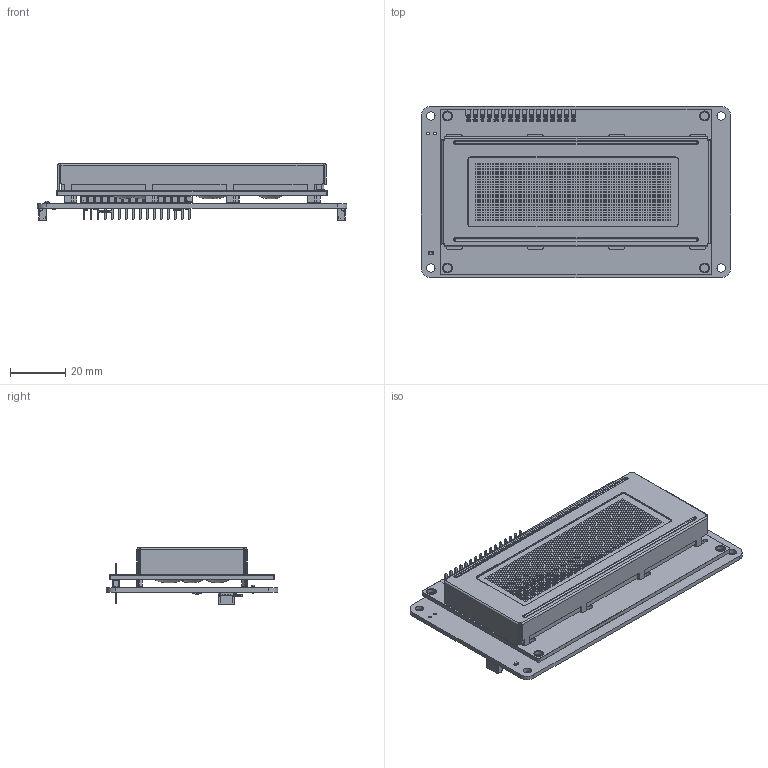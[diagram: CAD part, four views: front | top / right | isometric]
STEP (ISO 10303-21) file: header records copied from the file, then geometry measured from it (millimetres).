
FILE_DESCRIPTION(('Open CASCADE Model'),'2;1');
FILE_NAME('Open CASCADE Shape Model','2025-04-03T11:39:18',('Author'),( 'Open CASCADE'),'Open CASCADE STEP processor 7.5','Open CASCADE 7.5' ,'Unknown');
FILE_SCHEMA(('AUTOMOTIVE_DESIGN { 1 0 10303 214 1 1 1 1 }'));
Length unit declared in the file: millimetre
Products named in the file (43): PCB; Board; Open CASCADE STEP translator 7.5 2.1.1; R9; User Library-R SMD 0402; User Library-R SMD 0402_0402 BODY; User Library-R SMD 0402_0402 PAD; User Library-R SMD 0402_0402 OPIS; T1; SOT-23; R8; 0603 SMD Resistor; R7; R6; R5; J11; Conn_Sullins_Connector_Solutions_PEC16SABN_eec; Body; Pins; New Marking; Sullins Connector Logo; R4; U; DUELink-U-Connector-BM04B-SRSS-TB; STAT; 0603 LED Green; Solid1; Solid4; D; DUELink-Connector-BM04B-SRSS-TB; C2; 0805 SMD Capacitor; C1; C0402; Free-Models; ERM2004-2; STM32-QFN32
Assembly tree (47 placements, depth 4):
  PCB
    Board
      Open CASCADE STEP translator 7.5 2.1.1
    R9
      User Library-R SMD 0402
        User Library-R SMD 0402_0402 BODY
        User Library-R SMD 0402_0402 PAD  x2
        User Library-R SMD 0402_0402 OPIS
    T1
      SOT-23
    R8
      0603 SMD Resistor
    R7
      User Library-R SMD 0402
        User Library-R SMD 0402_0402 BODY
        User Library-R SMD 0402_0402 PAD  x2
        User Library-R SMD 0402_0402 OPIS
    R6
      User Library-R SMD 0402
        User Library-R SMD 0402_0402 BODY
        User Library-R SMD 0402_0402 PAD  x2
        User Library-R SMD 0402_0402 OPIS
    R5
      User Library-R SMD 0402
        User Library-R SMD 0402_0402 BODY
        User Library-R SMD 0402_0402 PAD  x2
        User Library-R SMD 0402_0402 OPIS
    J11
      Conn_Sullins_Connector_Solutions_PEC16SABN_eec
        Body
        Pins
        New Marking
        Sullins Connector Logo
    R4
      User Library-R SMD 0402
        User Library-R SMD 0402_0402 BODY
        User Library-R SMD 0402_0402 PAD  x2
        User Library-R SMD 0402_0402 OPIS
    U
      DUELink-U-Connector-BM04B-SRSS-TB
    STAT
      0603 LED Green
        Solid1
        Solid4
        Solid1
        Solid1
        Solid4
        Solid1
        Solid1
        Solid1
    D
      DUELink-Connector-BM04B-SRSS-TB
    C2
      0805 SMD Capacitor
    C1
      C0402
    Free-Models
      ERM2004-2
      STM32-QFN32
Bounding box: 112 x 62 x 20.49 mm (x, y, z)
Volume: 49858.7 mm3; surface area: 48496.7 mm2
Topology: 128 solids, 128 shells, 7775 faces, 25878 edges, 23162 vertices
Faces by surface type: plane 5992, bspline 886, cylinder 687, torus 134, sphere 68, revolution 8
Full cylindrical faces by diameter (mm): 1 x16, 1.016 x2, 1.02 x16, 3 x8
Entity records: 342425 total; most frequent: CARTESIAN_POINT 70631, ORIENTED_EDGE 46948, DIRECTION 38452, EDGE_CURVE 23474, LINE 21708, VECTOR 21708, VERTEX_POINT 19686, FACE_BOUND 10916
